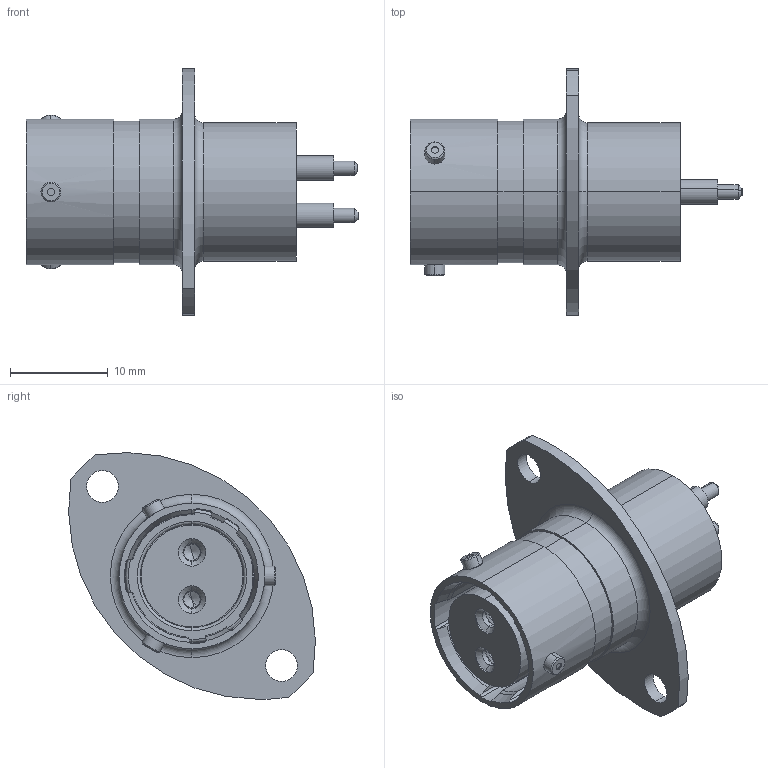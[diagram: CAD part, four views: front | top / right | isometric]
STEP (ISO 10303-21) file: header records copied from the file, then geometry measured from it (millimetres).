
FILE_DESCRIPTION (( 'STEP AP214' ), '1' );
FILE_NAME ('AS210-02SN.STEP', '2013-12-10T10:11:17', ( 'TE Connectivity' ), ( 'TE Connectivity' ), 'SwSTEP 2.0', 'SolidWorks 2011', '' );
FILE_SCHEMA (( 'AUTOMOTIVE_DESIGN' ));
Length unit declared in the file: millimetre
Products named in the file (1): AS210-02SN
Bounding box: 33.92 x 25.2 x 25.21 mm (x, y, z)
Volume: 4689 mm3; surface area: 6421.1 mm2
Topology: 14 solids, 14 shells, 333 faces, 750 edges, 451 vertices
Faces by surface type: cylinder 130, plane 73, cone 64, torus 54, sphere 12
Entity records: 13401 total; most frequent: CARTESIAN_POINT 1895, DIRECTION 1799, ORIENTED_EDGE 1480, AXIS2_PLACEMENT_3D 781, EDGE_CURVE 740, VERTEX_POINT 451, CIRCLE 447, EDGE_LOOP 371
